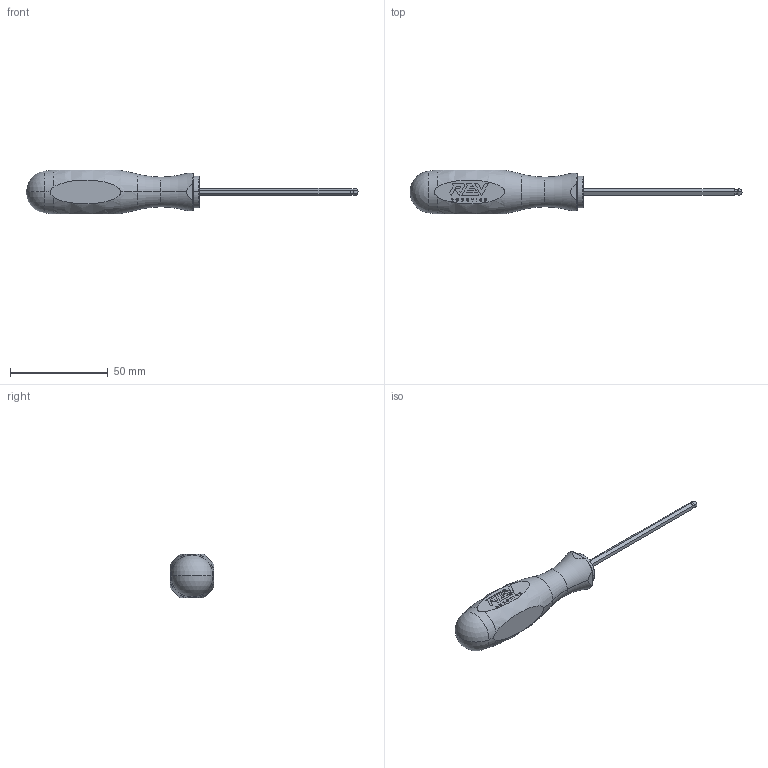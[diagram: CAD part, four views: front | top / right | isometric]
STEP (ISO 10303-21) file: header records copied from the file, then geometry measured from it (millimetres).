
FILE_DESCRIPTION (( 'STEP AP203' ), '1' );
FILE_NAME ('REV-29-1225.STEP', '2017-12-14T20:24:39', ( '' ), ( '' ), 'SwSTEP 2.0', 'SolidWorks 2017', '' );
FILE_SCHEMA (( 'CONFIG_CONTROL_DESIGN' ));
Length unit declared in the file: inch
Products named in the file (1): REV-29-1225
Bounding box: 170.18 x 22.23 x 22.23 mm (x, y, z)
Volume: 29523.5 mm3; surface area: 7115.4 mm2
Topology: 1 solids, 1 shells, 424 faces, 1100 edges, 724 vertices
Faces by surface type: plane 294, bspline 86, cylinder 28, torus 14, sphere 2
Entity records: 16145 total; most frequent: CARTESIAN_POINT 6387, ORIENTED_EDGE 2200, DIRECTION 1582, EDGE_CURVE 1100, VECTOR 832, LINE 832, VERTEX_POINT 724, EDGE_LOOP 470
